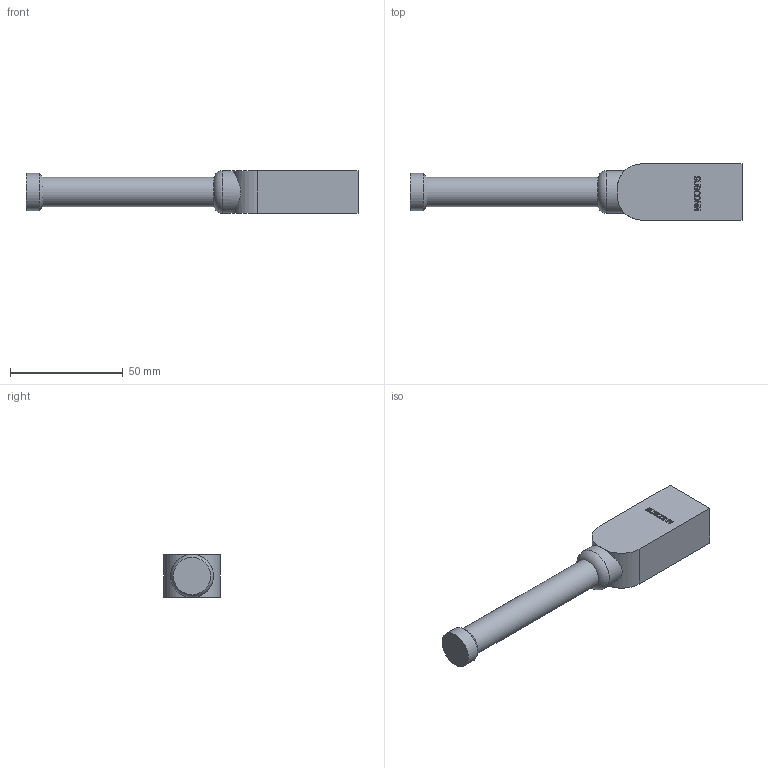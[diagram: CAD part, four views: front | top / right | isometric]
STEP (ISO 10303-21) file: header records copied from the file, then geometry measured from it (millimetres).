
FILE_DESCRIPTION(/* description */ ('LPDC 7F Subconn Conn'),/* implementation_level */ '2;1');
FILE_NAME(/* name */ 'LPDC7F.stp',/* time_stamp */ '2016-03-01T13:39:28+01:00',/* author */ ('sh'),/* organization */ (''),/* preprocessor_version */ 'ST-DEVELOPER v15.2',/* originating_system */ 'Autodesk Inventor 2014',/* authorisation */ '');
FILE_SCHEMA (('AUTOMOTIVE_DESIGN { 1 0 10303 214 3 1 1 }'));
Length unit declared in the file: millimetre
Products named in the file (1): LPDC7F
Bounding box: 147.5 x 25 x 19 mm (x, y, z)
Volume: 37183.4 mm3; surface area: 11658.5 mm2
Topology: 1 solids, 1 shells, 280 faces, 748 edges, 497 vertices
Faces by surface type: plane 135, bspline 131, cylinder 12, cone 1, torus 1
Full cylindrical faces by diameter (mm): 4.5 x7, 13 x1, 16.5 x1, 19 x1
Entity records: 9765 total; most frequent: CARTESIAN_POINT 3658, ORIENTED_EDGE 1470, DIRECTION 799, EDGE_CURVE 735, VERTEX_POINT 496, LINE 443, VECTOR 443, EDGE_LOOP 319
